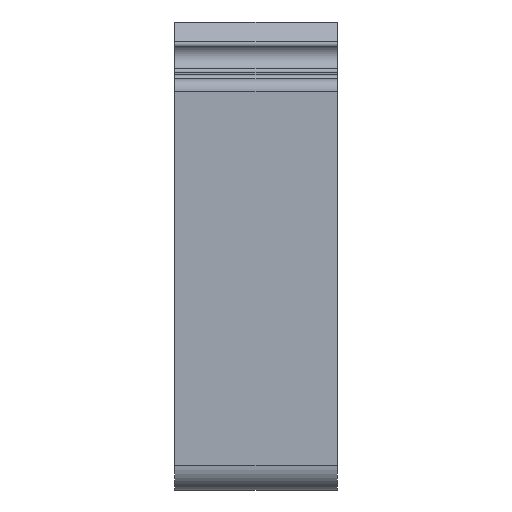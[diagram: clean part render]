
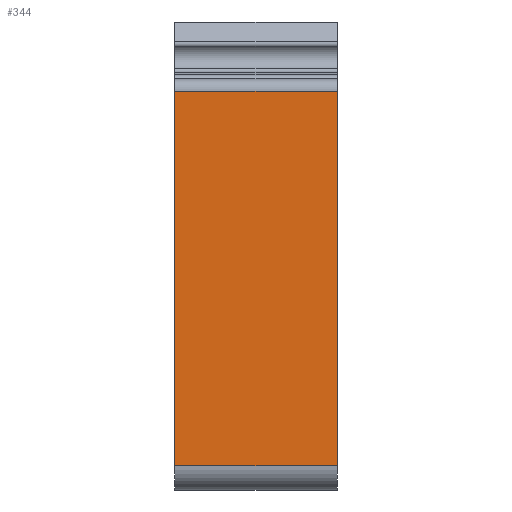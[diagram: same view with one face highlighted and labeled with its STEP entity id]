
A CAD part, left-side view. The second image highlights one B-rep face of the part: STEP entity #344.
In plain terms, the highlighted planar face has unit normal (-1, 0, 0).
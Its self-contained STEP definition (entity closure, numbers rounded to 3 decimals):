
#34 = EDGE_CURVE ( 'NONE', #1225, #1314, #48, .T. ) ;
#40 = ORIENTED_EDGE ( 'NONE', *, *, #1432, .T. ) ;
#48 = LINE ( 'NONE', #1287, #982 ) ;
#60 = CARTESIAN_POINT ( 'NONE',  ( -30., -10., -9.393 ) ) ;
#131 = CARTESIAN_POINT ( 'NONE',  ( -30., -10., -27. ) ) ;
#186 = EDGE_LOOP ( 'NONE', ( #1352, #1376, #40, #1036 ) ) ;
#202 = AXIS2_PLACEMENT_3D ( 'NONE', #1115, #1233, #280 ) ;
#280 = DIRECTION ( 'NONE',  ( 0., 0., 1. ) ) ;
#285 = PLANE ( 'NONE',  #202 ) ;
#344 = ADVANCED_FACE ( 'NONE', ( #946 ), #285, .T. ) ;
#655 = CARTESIAN_POINT ( 'NONE',  ( -30., -10., 19. ) ) ;
#740 = CARTESIAN_POINT ( 'NONE',  ( -30., 10., 19. ) ) ;
#863 = VECTOR ( 'NONE', #949, 1000. ) ;
#880 = VERTEX_POINT ( 'NONE', #655 ) ;
#883 = DIRECTION ( 'NONE',  ( 0., 0., -1. ) ) ;
#923 = VECTOR ( 'NONE', #883, 1000. ) ;
#946 = FACE_OUTER_BOUND ( 'NONE', #186, .T. ) ;
#949 = DIRECTION ( 'NONE',  ( 0., 1., 0. ) ) ;
#964 = EDGE_CURVE ( 'NONE', #880, #1225, #1339, .T. ) ;
#982 = VECTOR ( 'NONE', #1419, 1000. ) ;
#985 = CARTESIAN_POINT ( 'NONE',  ( -30., 10., -9.393 ) ) ;
#1036 = ORIENTED_EDGE ( 'NONE', *, *, #34, .F. ) ;
#1081 = CARTESIAN_POINT ( 'NONE',  ( -30., 10., -27. ) ) ;
#1115 = CARTESIAN_POINT ( 'NONE',  ( -30., 10., -4. ) ) ;
#1189 = LINE ( 'NONE', #1291, #863 ) ;
#1225 = VERTEX_POINT ( 'NONE', #131 ) ;
#1226 = DIRECTION ( 'NONE',  ( 0., 0., -1. ) ) ;
#1233 = DIRECTION ( 'NONE',  ( -1., 0., 0. ) ) ;
#1238 = VECTOR ( 'NONE', #1226, 1000. ) ;
#1243 = EDGE_CURVE ( 'NONE', #880, #1412, #1189, .T. ) ;
#1287 = CARTESIAN_POINT ( 'NONE',  ( -30., 10., -27. ) ) ;
#1291 = CARTESIAN_POINT ( 'NONE',  ( -30., 10., 19. ) ) ;
#1314 = VERTEX_POINT ( 'NONE', #1081 ) ;
#1339 = LINE ( 'NONE', #60, #923 ) ;
#1352 = ORIENTED_EDGE ( 'NONE', *, *, #964, .F. ) ;
#1376 = ORIENTED_EDGE ( 'NONE', *, *, #1243, .T. ) ;
#1386 = LINE ( 'NONE', #985, #1238 ) ;
#1412 = VERTEX_POINT ( 'NONE', #740 ) ;
#1419 = DIRECTION ( 'NONE',  ( 0., 1., 0. ) ) ;
#1432 = EDGE_CURVE ( 'NONE', #1412, #1314, #1386, .T. ) ;
